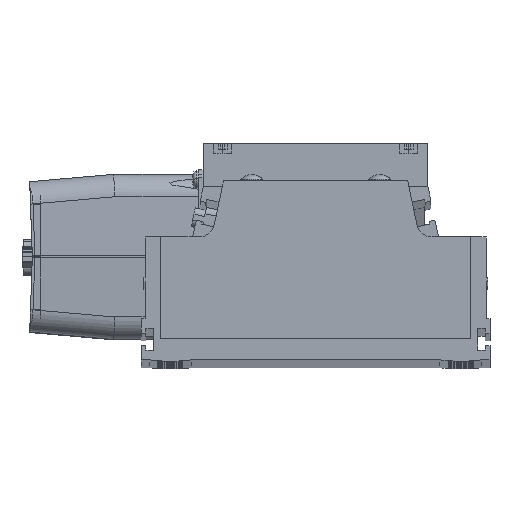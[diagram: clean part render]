
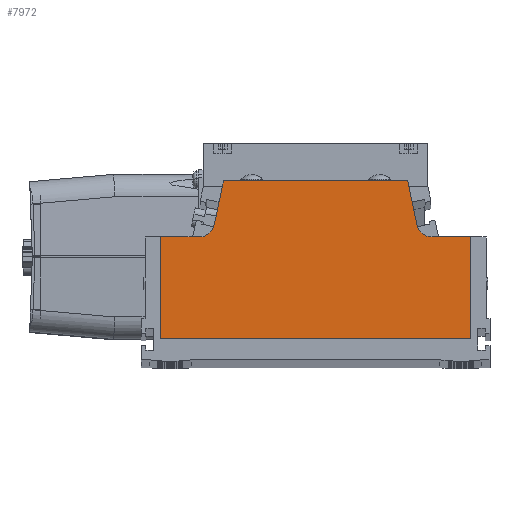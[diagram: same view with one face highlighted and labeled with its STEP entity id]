
A CAD part, top view. The second image highlights one B-rep face of the part: STEP entity #7972.
In plain terms, the highlighted planar face has unit normal (0, 0, 1).
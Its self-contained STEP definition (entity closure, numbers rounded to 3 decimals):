
#86 = CARTESIAN_POINT ( 'NONE',  ( -26.797, 3., 1222.5 ) ) ;
#753 = LINE ( 'NONE', #10355, #2163 ) ;
#1241 = CARTESIAN_POINT ( 'NONE',  ( -40., 84.488, 1222.5 ) ) ;
#1598 = DIRECTION ( 'NONE',  ( 0., 0., -1. ) ) ;
#2163 = VECTOR ( 'NONE', #13258, 1000. ) ;
#2849 = ORIENTED_EDGE ( 'NONE', *, *, #14861, .T. ) ;
#3039 = VECTOR ( 'NONE', #20650, 1000. ) ;
#3472 = AXIS2_PLACEMENT_3D ( 'NONE', #9933, #31762, #9273 ) ;
#3681 = LINE ( 'NONE', #1241, #29005 ) ;
#4032 = LINE ( 'NONE', #13954, #27403 ) ;
#4129 = CIRCLE ( 'NONE', #25440, 4. ) ;
#4149 = CARTESIAN_POINT ( 'NONE',  ( 40., 3., 1222.5 ) ) ;
#4170 = LINE ( 'NONE', #9197, #30094 ) ;
#5148 = ORIENTED_EDGE ( 'NONE', *, *, #25154, .T. ) ;
#5464 = CARTESIAN_POINT ( 'NONE',  ( 26.133, 6.184, 1222.5 ) ) ;
#6074 = LINE ( 'NONE', #86, #9210 ) ;
#6738 = CARTESIAN_POINT ( 'NONE',  ( -40., -23.13, 1222.5 ) ) ;
#6919 = DIRECTION ( 'NONE',  ( 0.204, -0.979, 0. ) ) ;
#7106 = ORIENTED_EDGE ( 'NONE', *, *, #10806, .T. ) ;
#7871 = DIRECTION ( 'NONE',  ( 0., 0., -1. ) ) ;
#7972 = ADVANCED_FACE ( 'NONE', ( #26319 ), #14424, .F. ) ;
#8067 = ORIENTED_EDGE ( 'NONE', *, *, #21074, .F. ) ;
#8133 = LINE ( 'NONE', #18076, #20265 ) ;
#8266 = LINE ( 'NONE', #22628, #3039 ) ;
#9076 = VERTEX_POINT ( 'NONE', #20370 ) ;
#9197 = CARTESIAN_POINT ( 'NONE',  ( 23.784, 17.45, 1222.5 ) ) ;
#9210 = VECTOR ( 'NONE', #17479, 1000. ) ;
#9273 = DIRECTION ( 'NONE',  ( -1., 0., 0. ) ) ;
#9700 = VERTEX_POINT ( 'NONE', #4149 ) ;
#9933 = CARTESIAN_POINT ( 'NONE',  ( 30.049, 7., 1222.5 ) ) ;
#10189 = CARTESIAN_POINT ( 'NONE',  ( 23.784, 17.45, 1222.5 ) ) ;
#10355 = CARTESIAN_POINT ( 'NONE',  ( -40., 3., 1222.5 ) ) ;
#10545 = VERTEX_POINT ( 'NONE', #14837 ) ;
#10806 = EDGE_CURVE ( 'NONE', #9700, #31263, #8133, .T. ) ;
#12920 = VERTEX_POINT ( 'NONE', #23298 ) ;
#13149 = ORIENTED_EDGE ( 'NONE', *, *, #13194, .T. ) ;
#13194 = EDGE_CURVE ( 'NONE', #31263, #17903, #17515, .T. ) ;
#13258 = DIRECTION ( 'NONE',  ( -1., 0., 0. ) ) ;
#13261 = VERTEX_POINT ( 'NONE', #24747 ) ;
#13796 = EDGE_CURVE ( 'NONE', #9076, #13261, #28716, .T. ) ;
#13954 = CARTESIAN_POINT ( 'NONE',  ( -23.784, 17.45, 1222.5 ) ) ;
#14424 = PLANE ( 'NONE',  #29632 ) ;
#14563 = EDGE_CURVE ( 'NONE', #10545, #25138, #4032, .T. ) ;
#14590 = CARTESIAN_POINT ( 'NONE',  ( -40., 84.488, 1222.5 ) ) ;
#14837 = CARTESIAN_POINT ( 'NONE',  ( -23.784, 17.45, 1222.5 ) ) ;
#14861 = EDGE_CURVE ( 'NONE', #22830, #13261, #3681, .T. ) ;
#15471 = EDGE_CURVE ( 'NONE', #9700, #9076, #8266, .T. ) ;
#16357 = EDGE_CURVE ( 'NONE', #12920, #27973, #4129, .T. ) ;
#17473 = CARTESIAN_POINT ( 'NONE',  ( -40., 3., 1222.5 ) ) ;
#17479 = DIRECTION ( 'NONE',  ( 0.204, 0.979, 0. ) ) ;
#17515 = CIRCLE ( 'NONE', #3472, 4. ) ;
#17903 = VERTEX_POINT ( 'NONE', #5464 ) ;
#18076 = CARTESIAN_POINT ( 'NONE',  ( -40., 3., 1222.5 ) ) ;
#19237 = CARTESIAN_POINT ( 'NONE',  ( -30.049, 3., 1222.5 ) ) ;
#19373 = CARTESIAN_POINT ( 'NONE',  ( 30.049, 3., 1222.5 ) ) ;
#19578 = EDGE_LOOP ( 'NONE', ( #25651, #7106, #13149, #19827, #21888, #8067, #29692, #5148, #2849, #27592 ) ) ;
#19827 = ORIENTED_EDGE ( 'NONE', *, *, #22153, .F. ) ;
#20107 = CARTESIAN_POINT ( 'NONE',  ( -30.049, 7., 1222.5 ) ) ;
#20265 = VECTOR ( 'NONE', #28919, 1000. ) ;
#20370 = CARTESIAN_POINT ( 'NONE',  ( 40., -23.13, 1222.5 ) ) ;
#20650 = DIRECTION ( 'NONE',  ( 0., -1., 0. ) ) ;
#20673 = VECTOR ( 'NONE', #28876, 1000. ) ;
#20933 = DIRECTION ( 'NONE',  ( 0., -1., 0. ) ) ;
#21074 = EDGE_CURVE ( 'NONE', #12920, #10545, #6074, .T. ) ;
#21888 = ORIENTED_EDGE ( 'NONE', *, *, #14563, .F. ) ;
#22153 = EDGE_CURVE ( 'NONE', #25138, #17903, #4170, .T. ) ;
#22628 = CARTESIAN_POINT ( 'NONE',  ( 40., 84.488, 1222.5 ) ) ;
#22830 = VERTEX_POINT ( 'NONE', #17473 ) ;
#23298 = CARTESIAN_POINT ( 'NONE',  ( -26.133, 6.184, 1222.5 ) ) ;
#23895 = DIRECTION ( 'NONE',  ( -1., 0., 0. ) ) ;
#23903 = DIRECTION ( 'NONE',  ( 1., 0., 0. ) ) ;
#24747 = CARTESIAN_POINT ( 'NONE',  ( -40., -23.13, 1222.5 ) ) ;
#25138 = VERTEX_POINT ( 'NONE', #10189 ) ;
#25154 = EDGE_CURVE ( 'NONE', #27973, #22830, #753, .T. ) ;
#25440 = AXIS2_PLACEMENT_3D ( 'NONE', #20107, #7871, #28045 ) ;
#25651 = ORIENTED_EDGE ( 'NONE', *, *, #15471, .F. ) ;
#26319 = FACE_OUTER_BOUND ( 'NONE', #19578, .T. ) ;
#27403 = VECTOR ( 'NONE', #23903, 1000. ) ;
#27592 = ORIENTED_EDGE ( 'NONE', *, *, #13796, .F. ) ;
#27973 = VERTEX_POINT ( 'NONE', #19237 ) ;
#28045 = DIRECTION ( 'NONE',  ( -1., 0., 0. ) ) ;
#28716 = LINE ( 'NONE', #6738, #20673 ) ;
#28876 = DIRECTION ( 'NONE',  ( -1., 0., 0. ) ) ;
#28919 = DIRECTION ( 'NONE',  ( -1., 0., 0. ) ) ;
#29005 = VECTOR ( 'NONE', #20933, 1000. ) ;
#29632 = AXIS2_PLACEMENT_3D ( 'NONE', #14590, #1598, #23895 ) ;
#29692 = ORIENTED_EDGE ( 'NONE', *, *, #16357, .T. ) ;
#30094 = VECTOR ( 'NONE', #6919, 1000. ) ;
#31263 = VERTEX_POINT ( 'NONE', #19373 ) ;
#31762 = DIRECTION ( 'NONE',  ( 0., 0., -1. ) ) ;
